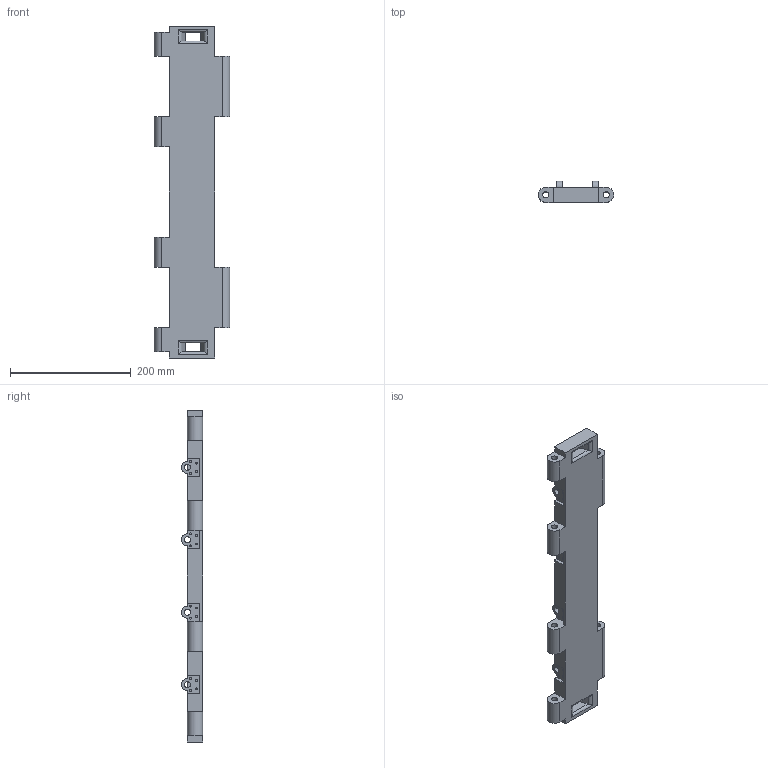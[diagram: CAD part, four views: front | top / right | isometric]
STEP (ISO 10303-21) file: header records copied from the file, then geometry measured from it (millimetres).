
FILE_DESCRIPTION( ('This file contains a STEP AP42 implementation' ,'as created by ZW3D STEP Interface translator.' ,'') ,'2;1' );
FILE_NAME( '婥啣.ipt.stp' ,'251027.114753', (''), ('ZWCAD Software Co.'), 'Version 1.0', 'ZW3D to STEP translator', '' );
FILE_SCHEMA(('AUTOMOTIVE_DESIGN { 1 0 10303 214 1 1 1 1 }'));
Length unit declared in the file: millimetre
Products named in the file (1): 0
Bounding box: 125 x 35 x 550 mm (x, y, z)
Volume: 741795.9 mm3; surface area: 177282.5 mm2
Topology: 1 solids, 1 shells, 158 faces, 510 edges, 344 vertices
Faces by surface type: plane 98, cylinder 60
Full cylindrical faces by diameter (mm): 3 x16, 10 x14
Entity records: 6098 total; most frequent: CARTESIAN_POINT 1157, ORIENTED_EDGE 1020, DIRECTION 982, EDGE_CURVE 510, VERTEX_POINT 344, AXIS2_PLACEMENT_3D 329, VECTOR 324, LINE 324
